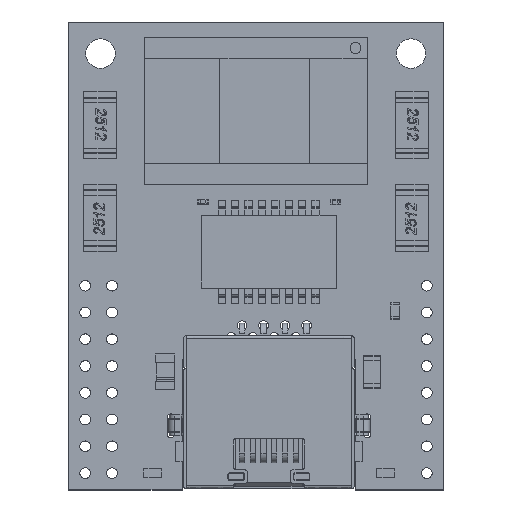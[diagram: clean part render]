
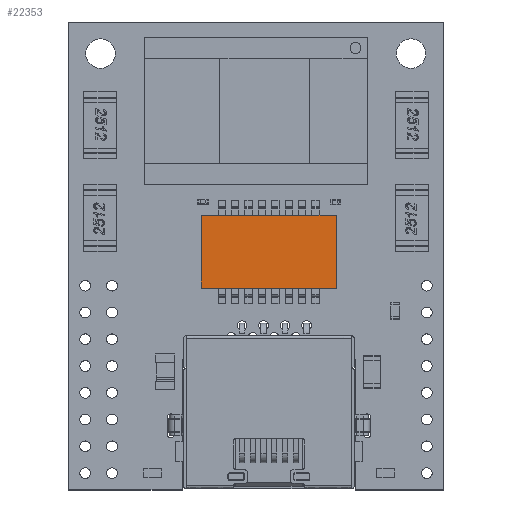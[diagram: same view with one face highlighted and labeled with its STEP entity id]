
A CAD part, top view. The second image highlights one B-rep face of the part: STEP entity #22353.
In plain terms, the highlighted planar face has unit normal (0, 0, 1).
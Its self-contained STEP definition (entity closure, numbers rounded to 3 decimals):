
#22232 = VERTEX_POINT('',#22233);
#22233 = CARTESIAN_POINT('',(3.454,-6.401,5.639));
#22239 = EDGE_CURVE('',#22240,#22232,#22242,.T.);
#22240 = VERTEX_POINT('',#22241);
#22241 = CARTESIAN_POINT('',(-3.454,-6.401,5.639));
#22242 = LINE('',#22243,#22244);
#22243 = CARTESIAN_POINT('',(-3.454,-6.401,5.639));
#22244 = VECTOR('',#22245,1.);
#22245 = DIRECTION('',(1.,0.,0.));
#22270 = VERTEX_POINT('',#22271);
#22271 = CARTESIAN_POINT('',(3.454,6.401,5.639));
#22277 = EDGE_CURVE('',#22232,#22270,#22278,.T.);
#22278 = LINE('',#22279,#22280);
#22279 = CARTESIAN_POINT('',(3.454,-6.401,5.639));
#22280 = VECTOR('',#22281,1.);
#22281 = DIRECTION('',(0.,1.,0.));
#22301 = VERTEX_POINT('',#22302);
#22302 = CARTESIAN_POINT('',(-3.454,6.401,5.639));
#22308 = EDGE_CURVE('',#22270,#22301,#22309,.T.);
#22309 = LINE('',#22310,#22311);
#22310 = CARTESIAN_POINT('',(3.454,6.401,5.639));
#22311 = VECTOR('',#22312,1.);
#22312 = DIRECTION('',(-1.,0.,0.));
#22330 = EDGE_CURVE('',#22301,#22240,#22331,.T.);
#22331 = LINE('',#22332,#22333);
#22332 = CARTESIAN_POINT('',(-3.454,6.401,5.639));
#22333 = VECTOR('',#22334,1.);
#22334 = DIRECTION('',(0.,-1.,0.));
#22353 = ADVANCED_FACE('',(#22354),#22360,.T.);
#22354 = FACE_BOUND('',#22355,.T.);
#22355 = EDGE_LOOP('',(#22356,#22357,#22358,#22359));
#22356 = ORIENTED_EDGE('',*,*,#22239,.T.);
#22357 = ORIENTED_EDGE('',*,*,#22277,.T.);
#22358 = ORIENTED_EDGE('',*,*,#22308,.T.);
#22359 = ORIENTED_EDGE('',*,*,#22330,.T.);
#22360 = PLANE('',#22361);
#22361 = AXIS2_PLACEMENT_3D('',#22362,#22363,#22364);
#22362 = CARTESIAN_POINT('',(-3.454,-6.401,5.639));
#22363 = DIRECTION('',(0.,0.,1.));
#22364 = DIRECTION('',(0.,1.,0.));
